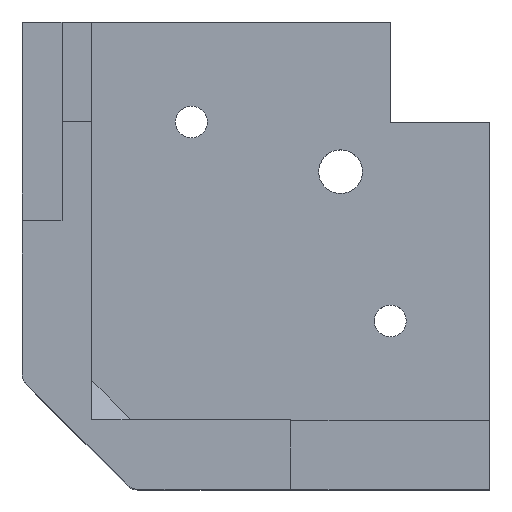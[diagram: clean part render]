
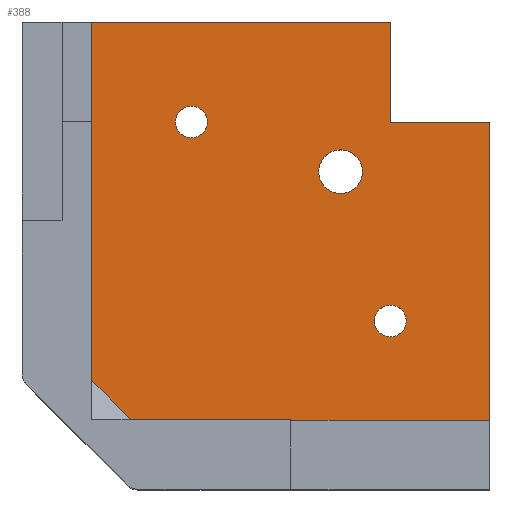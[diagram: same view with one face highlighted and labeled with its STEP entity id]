
A CAD part, top view. The second image highlights one B-rep face of the part: STEP entity #388.
In plain terms, the highlighted planar face has unit normal (0, 0, 1).
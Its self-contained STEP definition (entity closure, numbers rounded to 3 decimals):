
#39 = VERTEX_POINT ( 'NONE', #47 ) ;
#47 = CARTESIAN_POINT ( 'NONE',  ( 15.4, 37., -20. ) ) ;
#67 = VECTOR ( 'NONE', #1326, 1000. ) ;
#73 = ORIENTED_EDGE ( 'NONE', *, *, #2001, .T. ) ;
#87 = CARTESIAN_POINT ( 'NONE',  ( 32., 32., -20. ) ) ;
#151 = VERTEX_POINT ( 'NONE', #1139 ) ;
#193 = EDGE_CURVE ( 'NONE', #2801, #151, #1190, .T. ) ;
#198 = AXIS2_PLACEMENT_3D ( 'NONE', #2162, #3163, #1152 ) ;
#216 = VECTOR ( 'NONE', #877, 1000. ) ;
#244 = AXIS2_PLACEMENT_3D ( 'NONE', #1434, #1218, #2932 ) ;
#312 = FACE_BOUND ( 'NONE', #1100, .T. ) ;
#331 = CARTESIAN_POINT ( 'NONE',  ( 17., 37., -20. ) ) ;
#332 = EDGE_CURVE ( 'NONE', #151, #2801, #1879, .T. ) ;
#356 = DIRECTION ( 'NONE',  ( -1., 0., 0. ) ) ;
#388 = ADVANCED_FACE ( 'NONE', ( #312, #1323, #1894, #1856 ), #1341, .F. ) ;
#512 = AXIS2_PLACEMENT_3D ( 'NONE', #827, #1095, #2184 ) ;
#524 = VECTOR ( 'NONE', #2794, 1000. ) ;
#528 = ORIENTED_EDGE ( 'NONE', *, *, #2493, .T. ) ;
#566 = ORIENTED_EDGE ( 'NONE', *, *, #3049, .F. ) ;
#620 = DIRECTION ( 'NONE',  ( 0., 0., -1. ) ) ;
#647 = CARTESIAN_POINT ( 'NONE',  ( 37., 7., -20. ) ) ;
#695 = CARTESIAN_POINT ( 'NONE',  ( 9., 9., -20. ) ) ;
#717 = VERTEX_POINT ( 'NONE', #3106 ) ;
#796 = EDGE_CURVE ( 'NONE', #2087, #3239, #2667, .T. ) ;
#799 = VERTEX_POINT ( 'NONE', #1373 ) ;
#827 = CARTESIAN_POINT ( 'NONE',  ( 37., 17., -20. ) ) ;
#832 = EDGE_LOOP ( 'NONE', ( #528, #2829, #2298, #919, #566, #3259, #2833 ) ) ;
#877 = DIRECTION ( 'NONE',  ( 0., -1., 0. ) ) ;
#891 = DIRECTION ( 'NONE',  ( 0., 0., -1. ) ) ;
#919 = ORIENTED_EDGE ( 'NONE', *, *, #1107, .F. ) ;
#920 = DIRECTION ( 'NONE',  ( 0., 1., 0. ) ) ;
#979 = VERTEX_POINT ( 'NONE', #2419 ) ;
#1001 = CIRCLE ( 'NONE', #198, 2.2 ) ;
#1016 = EDGE_LOOP ( 'NONE', ( #2410, #2512 ) ) ;
#1054 = VECTOR ( 'NONE', #2470, 1000. ) ;
#1071 = CARTESIAN_POINT ( 'NONE',  ( 7., 7., -20. ) ) ;
#1089 = LINE ( 'NONE', #1071, #2834 ) ;
#1095 = DIRECTION ( 'NONE',  ( 0., 0., -1. ) ) ;
#1097 = VERTEX_POINT ( 'NONE', #1383 ) ;
#1100 = EDGE_LOOP ( 'NONE', ( #1602, #73 ) ) ;
#1107 = EDGE_CURVE ( 'NONE', #2947, #1097, #1089, .T. ) ;
#1108 = DIRECTION ( 'NONE',  ( -1., 0., 0. ) ) ;
#1139 = CARTESIAN_POINT ( 'NONE',  ( 35.4, 17., -20. ) ) ;
#1149 = LINE ( 'NONE', #647, #1292 ) ;
#1152 = DIRECTION ( 'NONE',  ( -1., 0., 0. ) ) ;
#1190 = CIRCLE ( 'NONE', #1678, 1.6 ) ;
#1203 = VECTOR ( 'NONE', #3038, 1000. ) ;
#1218 = DIRECTION ( 'NONE',  ( 0., 0., -1. ) ) ;
#1292 = VECTOR ( 'NONE', #920, 1000. ) ;
#1318 = CARTESIAN_POINT ( 'NONE',  ( 47., 37., -20. ) ) ;
#1323 = FACE_BOUND ( 'NONE', #2637, .T. ) ;
#1326 = DIRECTION ( 'NONE',  ( 1., 0., 0. ) ) ;
#1341 = PLANE ( 'NONE',  #244 ) ;
#1345 = CARTESIAN_POINT ( 'NONE',  ( 17., 37., -20. ) ) ;
#1373 = CARTESIAN_POINT ( 'NONE',  ( 37., 37., -20. ) ) ;
#1383 = CARTESIAN_POINT ( 'NONE',  ( 7., 47., -20. ) ) ;
#1434 = CARTESIAN_POINT ( 'NONE',  ( 27., 7., -20. ) ) ;
#1486 = LINE ( 'NONE', #695, #524 ) ;
#1514 = VERTEX_POINT ( 'NONE', #3070 ) ;
#1557 = VERTEX_POINT ( 'NONE', #2111 ) ;
#1581 = CARTESIAN_POINT ( 'NONE',  ( 7., 47., -20. ) ) ;
#1602 = ORIENTED_EDGE ( 'NONE', *, *, #796, .T. ) ;
#1608 = DIRECTION ( 'NONE',  ( 0., 1., 0. ) ) ;
#1624 = EDGE_CURVE ( 'NONE', #1097, #1557, #3152, .T. ) ;
#1643 = CIRCLE ( 'NONE', #2445, 1.6 ) ;
#1659 = LINE ( 'NONE', #1932, #216 ) ;
#1664 = CARTESIAN_POINT ( 'NONE',  ( 32., 34.2, -20. ) ) ;
#1670 = CIRCLE ( 'NONE', #2774, 1.6 ) ;
#1678 = AXIS2_PLACEMENT_3D ( 'NONE', #2253, #1703, #3225 ) ;
#1703 = DIRECTION ( 'NONE',  ( 0., 0., -1. ) ) ;
#1740 = EDGE_CURVE ( 'NONE', #2009, #717, #1659, .T. ) ;
#1856 = FACE_OUTER_BOUND ( 'NONE', #832, .T. ) ;
#1879 = CIRCLE ( 'NONE', #512, 1.6 ) ;
#1894 = FACE_BOUND ( 'NONE', #1016, .T. ) ;
#1932 = CARTESIAN_POINT ( 'NONE',  ( 47., 27., -20. ) ) ;
#1967 = CARTESIAN_POINT ( 'NONE',  ( 38.6, 17., -20. ) ) ;
#1993 = EDGE_CURVE ( 'NONE', #39, #979, #1670, .T. ) ;
#2001 = EDGE_CURVE ( 'NONE', #3239, #2087, #1001, .T. ) ;
#2009 = VERTEX_POINT ( 'NONE', #1318 ) ;
#2031 = LINE ( 'NONE', #3058, #1203 ) ;
#2087 = VERTEX_POINT ( 'NONE', #1664 ) ;
#2090 = EDGE_CURVE ( 'NONE', #717, #1514, #3241, .T. ) ;
#2111 = CARTESIAN_POINT ( 'NONE',  ( 37., 47., -20. ) ) ;
#2162 = CARTESIAN_POINT ( 'NONE',  ( 32., 32., -20. ) ) ;
#2184 = DIRECTION ( 'NONE',  ( -1., 0., 0. ) ) ;
#2214 = CARTESIAN_POINT ( 'NONE',  ( 7., 11., -20. ) ) ;
#2253 = CARTESIAN_POINT ( 'NONE',  ( 37., 17., -20. ) ) ;
#2298 = ORIENTED_EDGE ( 'NONE', *, *, #1624, .F. ) ;
#2410 = ORIENTED_EDGE ( 'NONE', *, *, #1993, .T. ) ;
#2413 = DIRECTION ( 'NONE',  ( -1., 0., 0. ) ) ;
#2419 = CARTESIAN_POINT ( 'NONE',  ( 18.6, 37., -20. ) ) ;
#2441 = EDGE_CURVE ( 'NONE', #799, #1557, #1149, .T. ) ;
#2445 = AXIS2_PLACEMENT_3D ( 'NONE', #1345, #2920, #2413 ) ;
#2470 = DIRECTION ( 'NONE',  ( -1., 0., 0. ) ) ;
#2493 = EDGE_CURVE ( 'NONE', #2009, #799, #2031, .T. ) ;
#2512 = ORIENTED_EDGE ( 'NONE', *, *, #2588, .T. ) ;
#2588 = EDGE_CURVE ( 'NONE', #979, #39, #1643, .T. ) ;
#2637 = EDGE_LOOP ( 'NONE', ( #3017, #3144 ) ) ;
#2667 = CIRCLE ( 'NONE', #2979, 2.2 ) ;
#2774 = AXIS2_PLACEMENT_3D ( 'NONE', #331, #620, #1108 ) ;
#2794 = DIRECTION ( 'NONE',  ( -0.707, 0.707, 0. ) ) ;
#2801 = VERTEX_POINT ( 'NONE', #1967 ) ;
#2829 = ORIENTED_EDGE ( 'NONE', *, *, #2441, .T. ) ;
#2833 = ORIENTED_EDGE ( 'NONE', *, *, #1740, .F. ) ;
#2834 = VECTOR ( 'NONE', #1608, 1000. ) ;
#2920 = DIRECTION ( 'NONE',  ( 0., 0., -1. ) ) ;
#2924 = CARTESIAN_POINT ( 'NONE',  ( 27., 7., -20. ) ) ;
#2932 = DIRECTION ( 'NONE',  ( -1., 0., 0. ) ) ;
#2947 = VERTEX_POINT ( 'NONE', #2214 ) ;
#2979 = AXIS2_PLACEMENT_3D ( 'NONE', #87, #891, #356 ) ;
#3017 = ORIENTED_EDGE ( 'NONE', *, *, #332, .T. ) ;
#3038 = DIRECTION ( 'NONE',  ( -1., 0., 0. ) ) ;
#3049 = EDGE_CURVE ( 'NONE', #1514, #2947, #1486, .T. ) ;
#3058 = CARTESIAN_POINT ( 'NONE',  ( 27., 37., -20. ) ) ;
#3070 = CARTESIAN_POINT ( 'NONE',  ( 11., 7., -20. ) ) ;
#3106 = CARTESIAN_POINT ( 'NONE',  ( 47., 7., -20. ) ) ;
#3122 = CARTESIAN_POINT ( 'NONE',  ( 32., 29.8, -20. ) ) ;
#3144 = ORIENTED_EDGE ( 'NONE', *, *, #193, .T. ) ;
#3152 = LINE ( 'NONE', #1581, #67 ) ;
#3163 = DIRECTION ( 'NONE',  ( 0., 0., -1. ) ) ;
#3225 = DIRECTION ( 'NONE',  ( -1., 0., 0. ) ) ;
#3239 = VERTEX_POINT ( 'NONE', #3122 ) ;
#3241 = LINE ( 'NONE', #2924, #1054 ) ;
#3259 = ORIENTED_EDGE ( 'NONE', *, *, #2090, .F. ) ;
